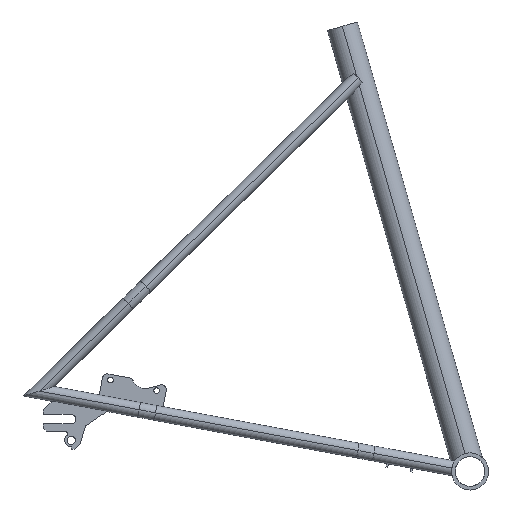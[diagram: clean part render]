
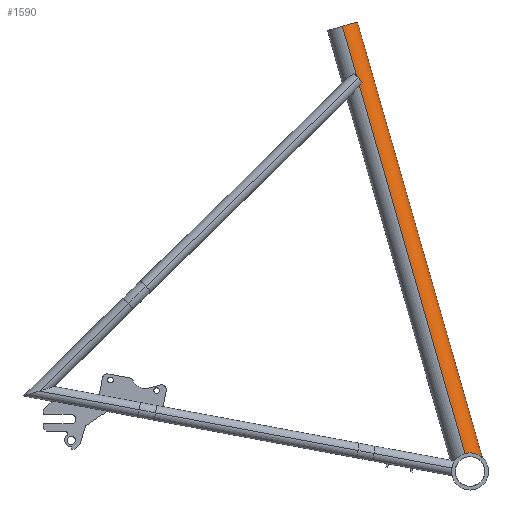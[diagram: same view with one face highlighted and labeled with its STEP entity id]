
A CAD part, front view. The second image highlights one B-rep face of the part: STEP entity #1590.
In plain terms, the highlighted cylindrical face has radius 16.85 mm (diameter 33.7 mm), a partial arc.
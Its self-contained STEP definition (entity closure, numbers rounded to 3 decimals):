
#950=CARTESIAN_POINT('Vertex',(424.487,16.85,-37.275)) ;
#952=CARTESIAN_POINT('Vertex',(424.487,-16.85,-37.275)) ;
#956=CARTESIAN_POINT('Control Point',(424.487,-16.85,-37.275)) ;
#957=CARTESIAN_POINT('Control Point',(425.751,-16.85,-36.913)) ;
#958=CARTESIAN_POINT('Control Point',(427.044,-16.722,-36.654)) ;
#959=CARTESIAN_POINT('Control Point',(428.337,-16.466,-36.508)) ;
#960=CARTESIAN_POINT('Control Point',(431.238,-15.618,-36.413)) ;
#961=CARTESIAN_POINT('Control Point',(433.92,-14.249,-36.802)) ;
#962=CARTESIAN_POINT('Control Point',(435.325,-13.345,-37.147)) ;
#963=CARTESIAN_POINT('Control Point',(437.927,-11.312,-38.026)) ;
#964=CARTESIAN_POINT('Control Point',(440.045,-8.876,-39.146)) ;
#965=CARTESIAN_POINT('Control Point',(440.977,-7.561,-39.734)) ;
#966=CARTESIAN_POINT('Control Point',(442.064,-5.602,-40.528)) ;
#967=CARTESIAN_POINT('Control Point',(442.764,-3.429,-41.1)) ;
#968=CARTESIAN_POINT('Control Point',(442.923,-2.819,-41.235)) ;
#969=CARTESIAN_POINT('Control Point',(443.163,-1.594,-41.441)) ;
#970=CARTESIAN_POINT('Control Point',(443.247,-0.334,-41.516)) ;
#971=CARTESIAN_POINT('Control Point',(443.248,0.288,-41.517)) ;
#972=CARTESIAN_POINT('Control Point',(443.134,2.089,-41.416)) ;
#973=CARTESIAN_POINT('Control Point',(442.703,3.822,-41.045)) ;
#974=CARTESIAN_POINT('Control Point',(442.304,4.897,-40.717)) ;
#975=CARTESIAN_POINT('Control Point',(441.142,7.343,-39.842)) ;
#976=CARTESIAN_POINT('Control Point',(439.54,9.496,-38.868)) ;
#977=CARTESIAN_POINT('Control Point',(438.487,10.663,-38.327)) ;
#978=CARTESIAN_POINT('Control Point',(436.655,12.349,-37.562)) ;
#979=CARTESIAN_POINT('Control Point',(434.561,13.776,-37.003)) ;
#980=CARTESIAN_POINT('Control Point',(433.771,14.256,-36.833)) ;
#981=CARTESIAN_POINT('Control Point',(431.558,15.438,-36.476)) ;
#982=CARTESIAN_POINT('Control Point',(429.157,16.286,-36.43)) ;
#983=CARTESIAN_POINT('Control Point',(427.59,16.662,-36.55)) ;
#984=CARTESIAN_POINT('Control Point',(426.017,16.85,-36.836)) ;
#985=CARTESIAN_POINT('Control Point',(424.487,16.85,-37.275)) ;
#1206=CARTESIAN_POINT('Axis2P3D Location',(367.244,0.,162.356)) ;
#1217=CARTESIAN_POINT('Vertex',(292.362,16.85,423.5)) ;
#1220=CARTESIAN_POINT('Line Origine',(367.244,16.85,162.356)) ;
#1224=CARTESIAN_POINT('Vertex',(309.802,16.85,362.68)) ;
#1323=CARTESIAN_POINT('Vertex',(310.669,16.85,359.657)) ;
#1326=CARTESIAN_POINT('Line Origine',(367.244,16.85,162.356)) ;
#1331=CARTESIAN_POINT('Line Origine',(367.244,-16.85,162.356)) ;
#1335=CARTESIAN_POINT('Vertex',(310.669,-16.85,359.657)) ;
#1434=CARTESIAN_POINT('Vertex',(309.802,-16.85,362.68)) ;
#1437=CARTESIAN_POINT('Line Origine',(367.244,-16.85,162.356)) ;
#1441=CARTESIAN_POINT('Vertex',(292.362,-16.85,423.5)) ;
#1525=CARTESIAN_POINT('Axis2P3D Location',(292.362,0.,423.5)) ;
#1531=CARTESIAN_POINT('Control Point',(311.678,-16.669,365.072)) ;
#1532=CARTESIAN_POINT('Control Point',(311.001,-16.796,364.325)) ;
#1533=CARTESIAN_POINT('Control Point',(310.387,-16.85,363.511)) ;
#1534=CARTESIAN_POINT('Control Point',(309.802,-16.85,362.68)) ;
#1535=CARTESIAN_POINT('Vertex',(311.678,-16.669,365.072)) ;
#1539=CARTESIAN_POINT('Control Point',(311.678,-16.669,365.072)) ;
#1540=CARTESIAN_POINT('Control Point',(312.359,-16.601,364.361)) ;
#1541=CARTESIAN_POINT('Control Point',(313.038,-16.515,363.648)) ;
#1542=CARTESIAN_POINT('Control Point',(313.712,-16.409,362.935)) ;
#1543=CARTESIAN_POINT('Vertex',(313.712,-16.409,362.935)) ;
#1547=CARTESIAN_POINT('Control Point',(313.712,-16.409,362.935)) ;
#1548=CARTESIAN_POINT('Control Point',(312.907,-16.638,362.181)) ;
#1549=CARTESIAN_POINT('Control Point',(312.13,-16.782,361.372)) ;
#1550=CARTESIAN_POINT('Control Point',(311.388,-16.85,360.524)) ;
#1551=CARTESIAN_POINT('Control Point',(310.669,-16.85,359.657)) ;
#1554=CARTESIAN_POINT('Control Point',(313.712,16.409,362.935)) ;
#1555=CARTESIAN_POINT('Control Point',(312.908,16.638,362.181)) ;
#1556=CARTESIAN_POINT('Control Point',(312.13,16.782,361.372)) ;
#1557=CARTESIAN_POINT('Control Point',(311.388,16.85,360.524)) ;
#1558=CARTESIAN_POINT('Control Point',(310.669,16.85,359.657)) ;
#1559=CARTESIAN_POINT('Vertex',(313.712,16.409,362.935)) ;
#1563=CARTESIAN_POINT('Control Point',(311.678,16.669,365.072)) ;
#1564=CARTESIAN_POINT('Control Point',(312.359,16.601,364.361)) ;
#1565=CARTESIAN_POINT('Control Point',(313.038,16.515,363.648)) ;
#1566=CARTESIAN_POINT('Control Point',(313.712,16.409,362.935)) ;
#1567=CARTESIAN_POINT('Vertex',(311.678,16.669,365.072)) ;
#1571=CARTESIAN_POINT('Control Point',(311.678,16.669,365.072)) ;
#1572=CARTESIAN_POINT('Control Point',(311.001,16.796,364.325)) ;
#1573=CARTESIAN_POINT('Control Point',(310.387,16.85,363.511)) ;
#1574=CARTESIAN_POINT('Control Point',(309.802,16.85,362.68)) ;
#1207=DIRECTION('Axis2P3D Direction',(-0.276,0.,0.961)) ;
#1208=DIRECTION('Axis2P3D XDirection',(0.,-1.,0.)) ;
#1221=DIRECTION('Vector Direction',(-0.276,0.,0.961)) ;
#1327=DIRECTION('Vector Direction',(-0.276,0.,0.961)) ;
#1332=DIRECTION('Vector Direction',(-0.276,0.,0.961)) ;
#1438=DIRECTION('Vector Direction',(-0.276,0.,0.961)) ;
#1526=DIRECTION('Axis2P3D Direction',(-0.276,0.,0.961)) ;
#1209=AXIS2_PLACEMENT_3D('Cylinder Axis2P3D',#1206,#1207,#1208) ;
#1527=AXIS2_PLACEMENT_3D('Circle Axis2P3D',#1525,#1526,$) ;
#1577=ORIENTED_EDGE('',*,*,#1226,.T.) ;
#1578=ORIENTED_EDGE('',*,*,#1529,.F.) ;
#1579=ORIENTED_EDGE('',*,*,#1443,.F.) ;
#1580=ORIENTED_EDGE('',*,*,#1537,.F.) ;
#1581=ORIENTED_EDGE('',*,*,#1545,.T.) ;
#1582=ORIENTED_EDGE('',*,*,#1552,.T.) ;
#1583=ORIENTED_EDGE('',*,*,#1337,.F.) ;
#1584=ORIENTED_EDGE('',*,*,#986,.T.) ;
#1585=ORIENTED_EDGE('',*,*,#1330,.T.) ;
#1586=ORIENTED_EDGE('',*,*,#1561,.F.) ;
#1587=ORIENTED_EDGE('',*,*,#1569,.F.) ;
#1588=ORIENTED_EDGE('',*,*,#1575,.T.) ;
#1222=VECTOR('Line Direction',#1221,1.) ;
#1328=VECTOR('Line Direction',#1327,1.) ;
#1333=VECTOR('Line Direction',#1332,1.) ;
#1439=VECTOR('Line Direction',#1438,1.) ;
#1590=ADVANCED_FACE('Corps principal',(#1589),#1210,.T.) ;
#955=B_SPLINE_CURVE_WITH_KNOTS('',5,(#956,#957,#958,#959,#960,#961,#962,#963,#964,#965,#966,#967,#968,#969,#970,#971,#972,#973,#974,#975,#976,#977,#978,#979,#980,#981,#982,#983,#984,#985),.UNSPECIFIED.,.F.,.U.,(6,3,3,3,3,3,3,3,3,6),(0.,9.293,21.258,33.337,37.873,42.253,50.618,62.317,68.939,80.191),.UNSPECIFIED.) ;
#1530=B_SPLINE_CURVE_WITH_KNOTS('',3,(#1531,#1532,#1533,#1534),.UNSPECIFIED.,.F.,.U.,(4,4),(0.,4.309),.UNSPECIFIED.) ;
#1538=B_SPLINE_CURVE_WITH_KNOTS('',3,(#1539,#1540,#1541,#1542),.UNSPECIFIED.,.F.,.U.,(4,4),(7.394,11.584),.UNSPECIFIED.) ;
#1546=B_SPLINE_CURVE_WITH_KNOTS('',4,(#1547,#1548,#1549,#1550,#1551),.UNSPECIFIED.,.F.,.U.,(5,5),(0.,6.371),.UNSPECIFIED.) ;
#1553=B_SPLINE_CURVE_WITH_KNOTS('',4,(#1554,#1555,#1556,#1557,#1558),.UNSPECIFIED.,.F.,.U.,(5,5),(0.,7.801),.UNSPECIFIED.) ;
#1562=B_SPLINE_CURVE_WITH_KNOTS('',3,(#1563,#1564,#1565,#1566),.UNSPECIFIED.,.F.,.U.,(4,4),(0.,5.132),.UNSPECIFIED.) ;
#1570=B_SPLINE_CURVE_WITH_KNOTS('',3,(#1571,#1572,#1573,#1574),.UNSPECIFIED.,.F.,.U.,(4,4),(0.,5.278),.UNSPECIFIED.) ;
#1528=CIRCLE('generated circle',#1527,16.85) ;
#1210=CYLINDRICAL_SURFACE('generated cylinder',#1209,16.85) ;
#986=EDGE_CURVE('',#953,#951,#955,.T.) ;
#1226=EDGE_CURVE('',#1225,#1218,#1223,.T.) ;
#1330=EDGE_CURVE('',#951,#1324,#1329,.T.) ;
#1337=EDGE_CURVE('',#953,#1336,#1334,.T.) ;
#1443=EDGE_CURVE('',#1435,#1442,#1440,.T.) ;
#1529=EDGE_CURVE('',#1442,#1218,#1528,.T.) ;
#1537=EDGE_CURVE('',#1536,#1435,#1530,.T.) ;
#1545=EDGE_CURVE('',#1536,#1544,#1538,.T.) ;
#1552=EDGE_CURVE('',#1544,#1336,#1546,.T.) ;
#1561=EDGE_CURVE('',#1560,#1324,#1553,.T.) ;
#1569=EDGE_CURVE('',#1568,#1560,#1562,.T.) ;
#1575=EDGE_CURVE('',#1568,#1225,#1570,.T.) ;
#1576=EDGE_LOOP('',(#1577,#1578,#1579,#1580,#1581,#1582,#1583,#1584,#1585,#1586,#1587,#1588)) ;
#1589=FACE_OUTER_BOUND('',#1576,.T.) ;
#1223=LINE('Line',#1220,#1222) ;
#1329=LINE('Line',#1326,#1328) ;
#1334=LINE('Line',#1331,#1333) ;
#1440=LINE('Line',#1437,#1439) ;
#951=VERTEX_POINT('',#950) ;
#953=VERTEX_POINT('',#952) ;
#1218=VERTEX_POINT('',#1217) ;
#1225=VERTEX_POINT('',#1224) ;
#1324=VERTEX_POINT('',#1323) ;
#1336=VERTEX_POINT('',#1335) ;
#1435=VERTEX_POINT('',#1434) ;
#1442=VERTEX_POINT('',#1441) ;
#1536=VERTEX_POINT('',#1535) ;
#1544=VERTEX_POINT('',#1543) ;
#1560=VERTEX_POINT('',#1559) ;
#1568=VERTEX_POINT('',#1567) ;
